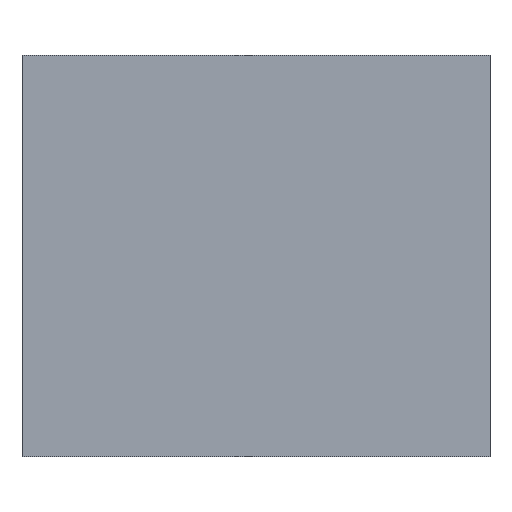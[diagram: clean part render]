
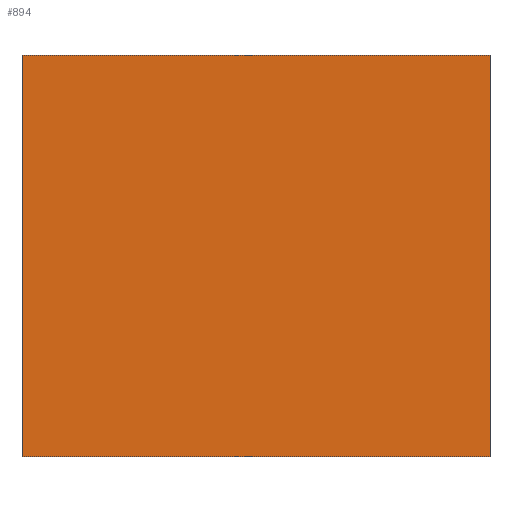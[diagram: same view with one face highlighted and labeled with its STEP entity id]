
A CAD part, left-side view. The second image highlights one B-rep face of the part: STEP entity #894.
In plain terms, the highlighted planar face has unit normal (-1, 0, 0).
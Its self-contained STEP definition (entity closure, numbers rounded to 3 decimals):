
#4 = DIRECTION ( 'NONE',  ( 0., 0., 1. ) ) ;
#13 = ORIENTED_EDGE ( 'NONE', *, *, #346, .F. ) ;
#36 = AXIS2_PLACEMENT_3D ( 'NONE', #752, #778, #779 ) ;
#47 = VECTOR ( 'NONE', #135, 1000. ) ;
#112 = DIRECTION ( 'NONE',  ( 0., -1., 0. ) ) ;
#122 = DIRECTION ( 'NONE',  ( 0., 0., 1. ) ) ;
#128 = CARTESIAN_POINT ( 'NONE',  ( -60., 140., 60. ) ) ;
#131 = CARTESIAN_POINT ( 'NONE',  ( -60., 140., -60. ) ) ;
#135 = DIRECTION ( 'NONE',  ( 0., -1., 0. ) ) ;
#153 = LINE ( 'NONE', #293, #314 ) ;
#293 = CARTESIAN_POINT ( 'NONE',  ( -60., 140., -60. ) ) ;
#314 = VECTOR ( 'NONE', #4, 1000. ) ;
#336 = EDGE_CURVE ( 'NONE', #347, #489, #1091, .T. ) ;
#341 = EDGE_CURVE ( 'NONE', #489, #1012, #1032, .T. ) ;
#344 = EDGE_CURVE ( 'NONE', #915, #1012, #807, .T. ) ;
#346 = EDGE_CURVE ( 'NONE', #347, #915, #153, .T. ) ;
#347 = VERTEX_POINT ( 'NONE', #131 ) ;
#387 = CARTESIAN_POINT ( 'NONE',  ( -60., 140., -60. ) ) ;
#478 = ORIENTED_EDGE ( 'NONE', *, *, #336, .T. ) ;
#489 = VERTEX_POINT ( 'NONE', #593 ) ;
#519 = ORIENTED_EDGE ( 'NONE', *, *, #341, .T. ) ;
#584 = VECTOR ( 'NONE', #122, 1000. ) ;
#593 = CARTESIAN_POINT ( 'NONE',  ( -60., 0., -60. ) ) ;
#715 = CARTESIAN_POINT ( 'NONE',  ( -60., 0., -60. ) ) ;
#752 = CARTESIAN_POINT ( 'NONE',  ( -60., 140., -60. ) ) ;
#772 = PLANE ( 'NONE',  #36 ) ;
#778 = DIRECTION ( 'NONE',  ( 1., 0., 0. ) ) ;
#779 = DIRECTION ( 'NONE',  ( 0., 0., -1. ) ) ;
#807 = LINE ( 'NONE', #128, #47 ) ;
#813 = CARTESIAN_POINT ( 'NONE',  ( -60., 140., 60. ) ) ;
#853 = CARTESIAN_POINT ( 'NONE',  ( -60., 0., 60. ) ) ;
#884 = FACE_OUTER_BOUND ( 'NONE', #916, .T. ) ;
#889 = VECTOR ( 'NONE', #112, 1000. ) ;
#894 = ADVANCED_FACE ( 'NONE', ( #884 ), #772, .F. ) ;
#915 = VERTEX_POINT ( 'NONE', #813 ) ;
#916 = EDGE_LOOP ( 'NONE', ( #519, #1013, #13, #478 ) ) ;
#1012 = VERTEX_POINT ( 'NONE', #853 ) ;
#1013 = ORIENTED_EDGE ( 'NONE', *, *, #344, .F. ) ;
#1032 = LINE ( 'NONE', #715, #584 ) ;
#1091 = LINE ( 'NONE', #387, #889 ) ;
